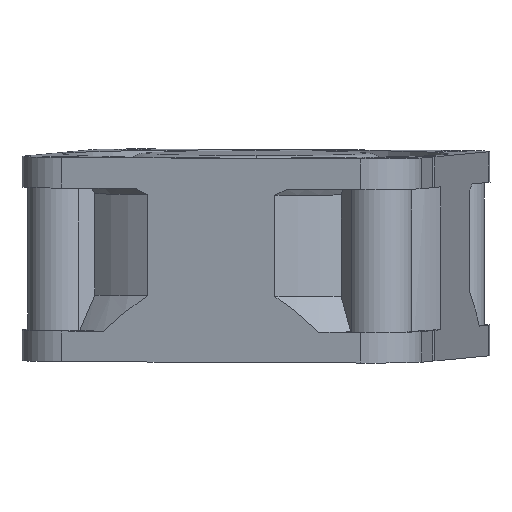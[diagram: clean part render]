
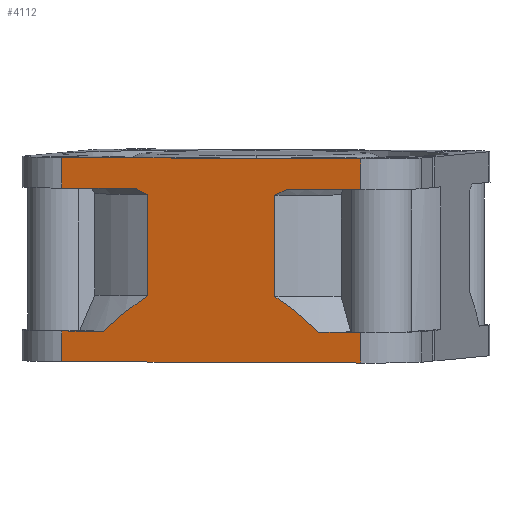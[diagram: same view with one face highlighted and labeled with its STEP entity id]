
A CAD part, top view. The second image highlights one B-rep face of the part: STEP entity #4112.
In plain terms, the highlighted face is planar.
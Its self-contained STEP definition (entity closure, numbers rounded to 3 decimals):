
#180=DIRECTION('',(-1.,0.,0.));
#181=VECTOR('',#180,30.);
#182=CARTESIAN_POINT('',(15.,20.,0.));
#183=LINE('',#182,#181);
#362=DIRECTION('',(1.,0.,0.));
#363=VECTOR('',#362,30.);
#364=CARTESIAN_POINT('',(-15.,20.,20.));
#365=LINE('',#364,#363);
#1378=DIRECTION('',(0.,0.,-1.));
#1379=VECTOR('',#1378,3.);
#1380=CARTESIAN_POINT('',(15.,20.,20.));
#1381=LINE('',#1380,#1379);
#1386=DIRECTION('',(0.,0.,-1.));
#1387=VECTOR('',#1386,9.922);
#1388=CARTESIAN_POINT('',(6.403,20.,16.394));
#1389=LINE('',#1388,#1387);
#1390=CARTESIAN_POINT('',(6.403,20.,16.394));
#1391=CARTESIAN_POINT('',(6.541,20.,16.457));
#1392=CARTESIAN_POINT('',(6.815,20.,16.586));
#1393=CARTESIAN_POINT('',(7.222,20.,16.789));
#1394=CARTESIAN_POINT('',(7.49,20.,16.929));
#1395=CARTESIAN_POINT('',(7.623,20.,17.));
#1397=CARTESIAN_POINT('',(-7.624,20.,17.));
#1398=CARTESIAN_POINT('',(-7.49,20.,16.929));
#1399=CARTESIAN_POINT('',(-7.222,20.,16.789));
#1400=CARTESIAN_POINT('',(-6.815,20.,16.586));
#1401=CARTESIAN_POINT('',(-6.541,20.,16.457));
#1402=CARTESIAN_POINT('',(-6.403,20.,16.394));
#1404=CARTESIAN_POINT('',(-6.403,20.,6.472));
#1405=CARTESIAN_POINT('',(-6.666,20.,6.312));
#1406=CARTESIAN_POINT('',(-7.203,20.,5.966));
#1407=CARTESIAN_POINT('',(-8.037,20.,5.373));
#1408=CARTESIAN_POINT('',(-8.912,20.,4.691));
#1409=CARTESIAN_POINT('',(-9.831,20.,3.911));
#1410=CARTESIAN_POINT('',(-10.481,20.,3.316));
#1411=CARTESIAN_POINT('',(-10.813,20.,3.));
#1418=CARTESIAN_POINT('',(6.403,20.,6.472));
#1419=CARTESIAN_POINT('',(6.938,20.,6.146));
#1420=CARTESIAN_POINT('',(7.969,20.,5.443));
#1421=CARTESIAN_POINT('',(9.4,20.,4.299));
#1422=CARTESIAN_POINT('',(10.346,20.,3.445));
#1423=CARTESIAN_POINT('',(10.813,20.,3.));
#1464=DIRECTION('',(1.,0.,0.));
#1465=VECTOR('',#1464,4.187);
#1466=CARTESIAN_POINT('',(10.813,20.,3.));
#1467=LINE('',#1466,#1465);
#1535=DIRECTION('',(-1.,0.,0.));
#1536=VECTOR('',#1535,7.377);
#1537=CARTESIAN_POINT('',(15.,20.,17.));
#1538=LINE('',#1537,#1536);
#1581=DIRECTION('',(0.,0.,-1.));
#1582=VECTOR('',#1581,3.);
#1583=CARTESIAN_POINT('',(15.,20.,3.));
#1584=LINE('',#1583,#1582);
#1589=DIRECTION('',(0.,0.,1.));
#1590=VECTOR('',#1589,3.);
#1591=CARTESIAN_POINT('',(-15.,20.,17.));
#1592=LINE('',#1591,#1590);
#1640=DIRECTION('',(-1.,0.,0.));
#1641=VECTOR('',#1640,7.376);
#1642=CARTESIAN_POINT('',(-7.624,20.,17.));
#1643=LINE('',#1642,#1641);
#1715=DIRECTION('',(1.,0.,0.));
#1716=VECTOR('',#1715,4.187);
#1717=CARTESIAN_POINT('',(-15.,20.,3.));
#1718=LINE('',#1717,#1716);
#1753=DIRECTION('',(0.,0.,1.));
#1754=VECTOR('',#1753,3.);
#1755=CARTESIAN_POINT('',(-15.,20.,0.));
#1756=LINE('',#1755,#1754);
#1773=DIRECTION('',(0.,0.,-1.));
#1774=VECTOR('',#1773,9.922);
#1775=CARTESIAN_POINT('',(-6.403,20.,16.394));
#1776=LINE('',#1775,#1774);
#2121=CARTESIAN_POINT('',(15.,20.,0.));
#2122=VERTEX_POINT('',#2121);
#2123=CARTESIAN_POINT('',(-15.,20.,0.));
#2124=VERTEX_POINT('',#2123);
#2218=CARTESIAN_POINT('',(-15.,20.,3.));
#2219=VERTEX_POINT('',#2218);
#2220=CARTESIAN_POINT('',(-10.813,20.,3.));
#2221=VERTEX_POINT('',#2220);
#2258=CARTESIAN_POINT('',(-15.,20.,20.));
#2259=VERTEX_POINT('',#2258);
#2260=CARTESIAN_POINT('',(15.,20.,20.));
#2261=VERTEX_POINT('',#2260);
#2290=CARTESIAN_POINT('',(-7.624,20.,17.));
#2291=VERTEX_POINT('',#2290);
#2292=CARTESIAN_POINT('',(-15.,20.,17.));
#2293=VERTEX_POINT('',#2292);
#2304=CARTESIAN_POINT('',(15.,20.,17.));
#2305=CARTESIAN_POINT('',(7.623,20.,17.));
#2306=VERTEX_POINT('',#2304);
#2307=VERTEX_POINT('',#2305);
#2308=CARTESIAN_POINT('',(15.,20.,3.));
#2309=VERTEX_POINT('',#2308);
#2310=CARTESIAN_POINT('',(10.813,20.,3.));
#2311=VERTEX_POINT('',#2310);
#2577=CARTESIAN_POINT('',(-6.403,20.,6.472));
#2578=VERTEX_POINT('',#2577);
#2579=CARTESIAN_POINT('',(-6.403,20.,16.394));
#2580=VERTEX_POINT('',#2579);
#2582=CARTESIAN_POINT('',(6.403,20.,6.472));
#2584=VERTEX_POINT('',#2582);
#2595=CARTESIAN_POINT('',(6.403,20.,16.394));
#2596=VERTEX_POINT('',#2595);
#4076=CARTESIAN_POINT('',(15.,20.,0.));
#4077=DIRECTION('',(0.,1.,0.));
#4078=DIRECTION('',(1.,0.,0.));
#4079=AXIS2_PLACEMENT_3D('',#4076,#4077,#4078);
#4080=PLANE('',#4079);
#4082=ORIENTED_EDGE('',*,*,#4081,.F.);
#4084=ORIENTED_EDGE('',*,*,#4083,.F.);
#4086=ORIENTED_EDGE('',*,*,#4085,.T.);
#4088=ORIENTED_EDGE('',*,*,#4087,.F.);
#4089=ORIENTED_EDGE('',*,*,#4067,.F.);
#4090=ORIENTED_EDGE('',*,*,#2882,.F.);
#4092=ORIENTED_EDGE('',*,*,#4091,.F.);
#4094=ORIENTED_EDGE('',*,*,#4093,.F.);
#4096=ORIENTED_EDGE('',*,*,#4095,.T.);
#4098=ORIENTED_EDGE('',*,*,#4097,.T.);
#4100=ORIENTED_EDGE('',*,*,#4099,.T.);
#4102=ORIENTED_EDGE('',*,*,#4101,.F.);
#4104=ORIENTED_EDGE('',*,*,#4103,.F.);
#4105=ORIENTED_EDGE('',*,*,#2703,.F.);
#4107=ORIENTED_EDGE('',*,*,#4106,.F.);
#4109=ORIENTED_EDGE('',*,*,#4108,.F.);
#4110=EDGE_LOOP('',(#4082,#4084,#4086,#4088,#4089,#4090,#4092,#4094,#4096,#4098,
#4100,#4102,#4104,#4105,#4107,#4109));
#4111=FACE_OUTER_BOUND('',#4110,.F.);
#1396=B_SPLINE_CURVE_WITH_KNOTS('',3,(#1390,#1391,#1392,#1393,#1394,#1395),
.UNSPECIFIED.,.F.,.F.,(4,1,1,4),(0.,0.333,0.667,1.),
.UNSPECIFIED.);
#1403=B_SPLINE_CURVE_WITH_KNOTS('',3,(#1397,#1398,#1399,#1400,#1401,#1402),
.UNSPECIFIED.,.F.,.F.,(4,1,1,4),(0.,0.333,0.667,1.),
.UNSPECIFIED.);
#1412=B_SPLINE_CURVE_WITH_KNOTS('',3,(#1404,#1405,#1406,#1407,#1408,#1409,#1410,
#1411),.UNSPECIFIED.,.F.,.F.,(4,1,1,1,1,4),(0.,0.2,0.4,0.6,0.8,1.),
.UNSPECIFIED.);
#1424=B_SPLINE_CURVE_WITH_KNOTS('',3,(#1418,#1419,#1420,#1421,#1422,#1423),
.UNSPECIFIED.,.F.,.F.,(4,1,1,4),(0.,0.333,0.667,1.),
.UNSPECIFIED.);
#2703=EDGE_CURVE('',#2122,#2124,#183,.T.);
#2882=EDGE_CURVE('',#2259,#2261,#365,.T.);
#4067=EDGE_CURVE('',#2261,#2306,#1381,.T.);
#4081=EDGE_CURVE('',#2584,#2311,#1424,.T.);
#4083=EDGE_CURVE('',#2596,#2584,#1389,.T.);
#4085=EDGE_CURVE('',#2596,#2307,#1396,.T.);
#4087=EDGE_CURVE('',#2306,#2307,#1538,.T.);
#4091=EDGE_CURVE('',#2293,#2259,#1592,.T.);
#4093=EDGE_CURVE('',#2291,#2293,#1643,.T.);
#4095=EDGE_CURVE('',#2291,#2580,#1403,.T.);
#4097=EDGE_CURVE('',#2580,#2578,#1776,.T.);
#4099=EDGE_CURVE('',#2578,#2221,#1412,.T.);
#4101=EDGE_CURVE('',#2219,#2221,#1718,.T.);
#4103=EDGE_CURVE('',#2124,#2219,#1756,.T.);
#4106=EDGE_CURVE('',#2309,#2122,#1584,.T.);
#4108=EDGE_CURVE('',#2311,#2309,#1467,.T.);
#4112=ADVANCED_FACE('',(#4111),#4080,.T.);
